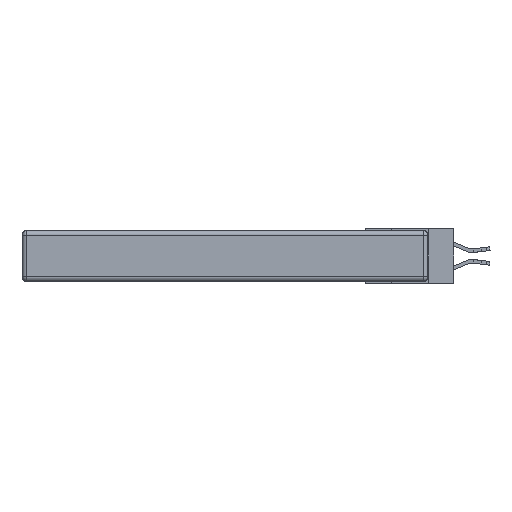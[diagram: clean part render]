
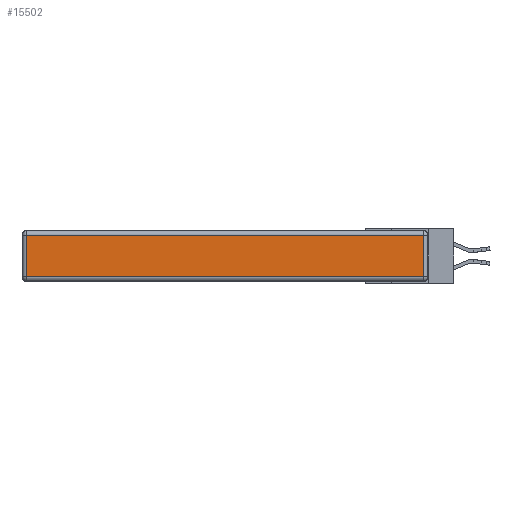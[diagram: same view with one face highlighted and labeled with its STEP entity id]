
A CAD part, left-side view. The second image highlights one B-rep face of the part: STEP entity #15502.
In plain terms, the highlighted planar face has unit normal (-1, 0, 0).
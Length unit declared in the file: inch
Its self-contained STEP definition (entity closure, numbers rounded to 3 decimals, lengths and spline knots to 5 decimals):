
#945 = CARTESIAN_POINT ( 'NONE',  ( 0., 0.03, -0.03 ) ) ;
#1078 = VECTOR ( 'NONE', #7978, 39.37008 ) ;
#1632 = LINE ( 'NONE', #9217, #8192 ) ;
#1647 = DIRECTION ( 'NONE',  ( -1., 0., 0. ) ) ;
#2056 = CARTESIAN_POINT ( 'NONE',  ( 0., 2.75, -0.03 ) ) ;
#2132 = CARTESIAN_POINT ( 'NONE',  ( 0., 2.72, -0.313 ) ) ;
#2481 = VERTEX_POINT ( 'NONE', #945 ) ;
#2529 = AXIS2_PLACEMENT_3D ( 'NONE', #12862, #1647, #15034 ) ;
#2551 = ORIENTED_EDGE ( 'NONE', *, *, #12230, .T. ) ;
#5182 = EDGE_CURVE ( 'NONE', #2481, #5823, #6158, .T. ) ;
#5823 = VERTEX_POINT ( 'NONE', #13611 ) ;
#5864 = VECTOR ( 'NONE', #15079, 39.37008 ) ;
#6158 = LINE ( 'NONE', #2056, #1078 ) ;
#7066 = LINE ( 'NONE', #11614, #5864 ) ;
#7978 = DIRECTION ( 'NONE',  ( 0., 1., 0. ) ) ;
#8069 = ORIENTED_EDGE ( 'NONE', *, *, #8331, .T. ) ;
#8192 = VECTOR ( 'NONE', #10810, 39.37008 ) ;
#8331 = EDGE_CURVE ( 'NONE', #15194, #2481, #1632, .T. ) ;
#9217 = CARTESIAN_POINT ( 'NONE',  ( 0., 0.03, -0.343 ) ) ;
#9583 = VERTEX_POINT ( 'NONE', #2132 ) ;
#9775 = VECTOR ( 'NONE', #20420, 39.37008 ) ;
#10810 = DIRECTION ( 'NONE',  ( 0., 0., 1. ) ) ;
#11614 = CARTESIAN_POINT ( 'NONE',  ( 0., 2.72, -0.343 ) ) ;
#12230 = EDGE_CURVE ( 'NONE', #9583, #15194, #15497, .T. ) ;
#12275 = EDGE_LOOP ( 'NONE', ( #2551, #8069, #16034, #18409 ) ) ;
#12862 = CARTESIAN_POINT ( 'NONE',  ( 0., 0., -0.343 ) ) ;
#13611 = CARTESIAN_POINT ( 'NONE',  ( 0., 2.72, -0.03 ) ) ;
#13642 = FACE_OUTER_BOUND ( 'NONE', #12275, .T. ) ;
#13941 = EDGE_CURVE ( 'NONE', #5823, #9583, #7066, .T. ) ;
#15034 = DIRECTION ( 'NONE',  ( 0., 0., 1. ) ) ;
#15079 = DIRECTION ( 'NONE',  ( 0., 0., -1. ) ) ;
#15194 = VERTEX_POINT ( 'NONE', #23277 ) ;
#15497 = LINE ( 'NONE', #16451, #9775 ) ;
#15502 = ADVANCED_FACE ( 'NONE', ( #13642 ), #22701, .T. ) ;
#16034 = ORIENTED_EDGE ( 'NONE', *, *, #5182, .T. ) ;
#16451 = CARTESIAN_POINT ( 'NONE',  ( 0., 0., -0.313 ) ) ;
#18409 = ORIENTED_EDGE ( 'NONE', *, *, #13941, .T. ) ;
#20420 = DIRECTION ( 'NONE',  ( 0., -1., 0. ) ) ;
#22701 = PLANE ( 'NONE',  #2529 ) ;
#23277 = CARTESIAN_POINT ( 'NONE',  ( 0., 0.03, -0.313 ) ) ;
